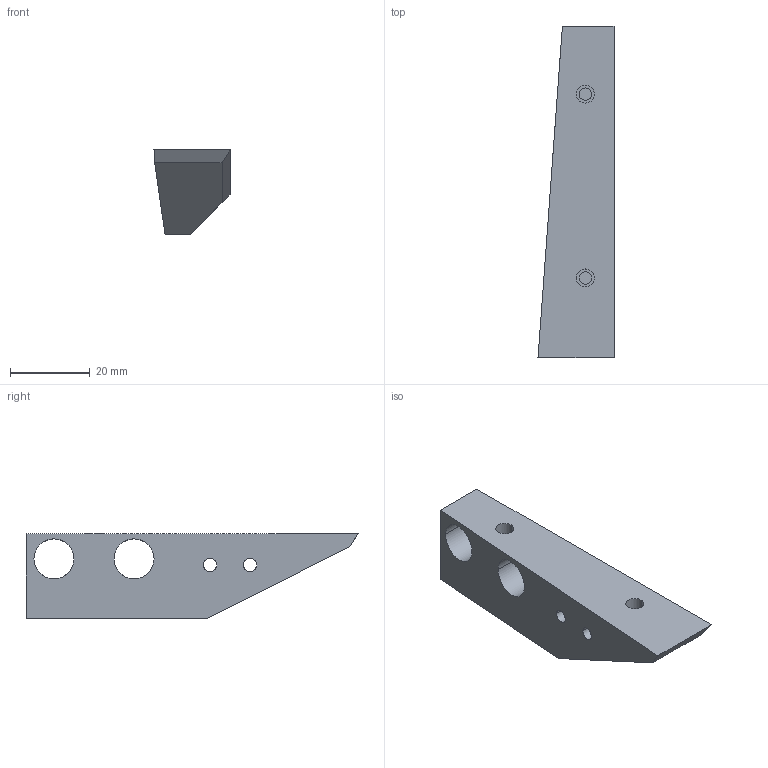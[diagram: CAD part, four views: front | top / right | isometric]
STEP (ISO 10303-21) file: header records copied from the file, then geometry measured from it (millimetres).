
FILE_DESCRIPTION((''),'2;1');
FILE_NAME('V-CORE_3_ARMCHAINMOUNT_SABRE','2022-03-07T18:44:30',('Dinu'),(''),'CREO PARAMETRIC BY PTC INC, 2021164','CREO PARAMETRIC BY PTC INC, 2021164','');
FILE_SCHEMA(('CONFIG_CONTROL_DESIGN'));
Length unit declared in the file: millimetre
Products named in the file (1): V-CORE_3_ARMCHAINMOUNT_SABRE
Bounding box: 19 x 83 x 21.14 mm (x, y, z)
Volume: 15836.3 mm3; surface area: 6668.7 mm2
Topology: 1 solids, 1 shells, 35 faces, 87 edges, 58 vertices
Faces by surface type: cylinder 20, plane 15
Entity records: 1184 total; most frequent: CARTESIAN_POINT 275, DIRECTION 181, ORIENTED_EDGE 174, EDGE_CURVE 87, AXIS2_PLACEMENT_3D 69, VERTEX_POINT 58, EDGE_LOOP 47, VECTOR 43
